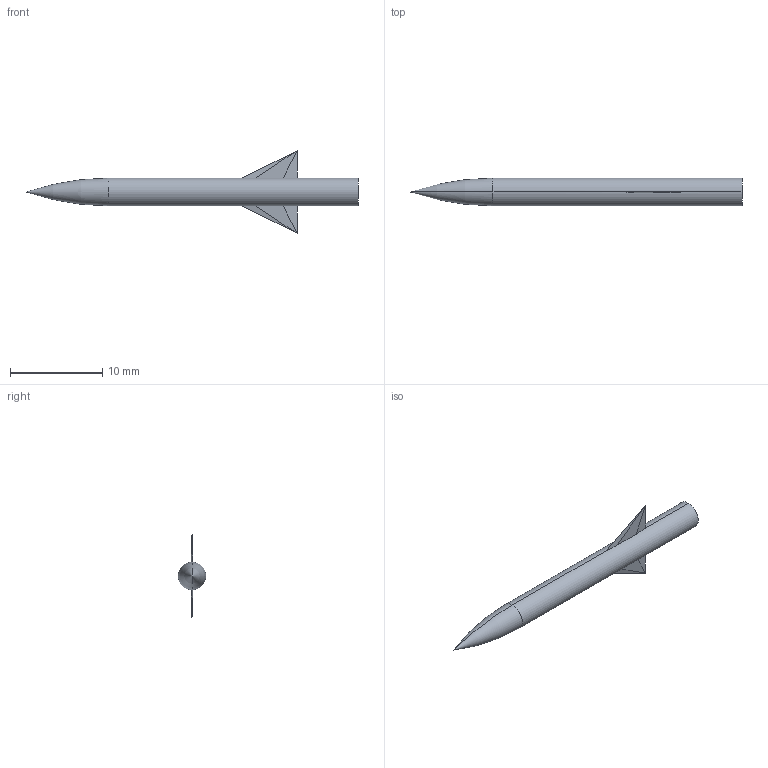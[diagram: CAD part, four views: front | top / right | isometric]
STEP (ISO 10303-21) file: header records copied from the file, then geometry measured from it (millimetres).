
FILE_DESCRIPTION(('STEP AP214'),'1');
FILE_NAME('projectile.stp','2023-06-06T08:08:55',(' '),(' '),'Spatial InterOp 3D',' ',' ');
FILE_SCHEMA(('AUTOMOTIVE_DESIGN { 1 0 10303 214 1 1 1 1 }'));
Length unit declared in the file: metre
Products named in the file (1): Solid
Bounding box: 36 x 3 x 9 mm (x, y, z)
Volume: 226.8 mm3; surface area: 353.4 mm2
Topology: 1 solids, 1 shells, 17 faces, 36 edges, 19 vertices
Faces by surface type: plane 13, cylinder 2, torus 2
Entity records: 459 total; most frequent: DIRECTION 84, CARTESIAN_POINT 71, ORIENTED_EDGE 68, EDGE_CURVE 34, AXIS2_PLACEMENT_3D 32, LINE 20, VECTOR 20, VERTEX_POINT 19
